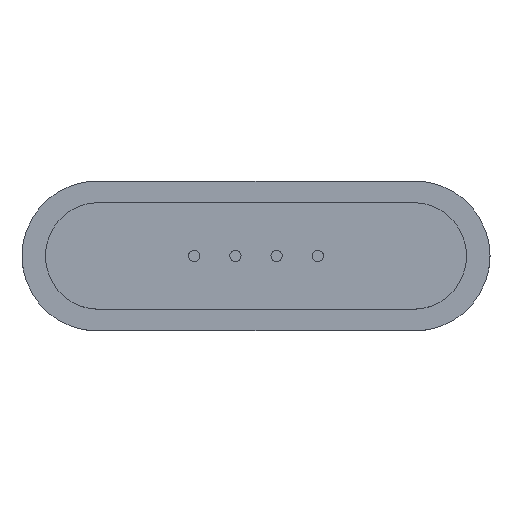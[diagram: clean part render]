
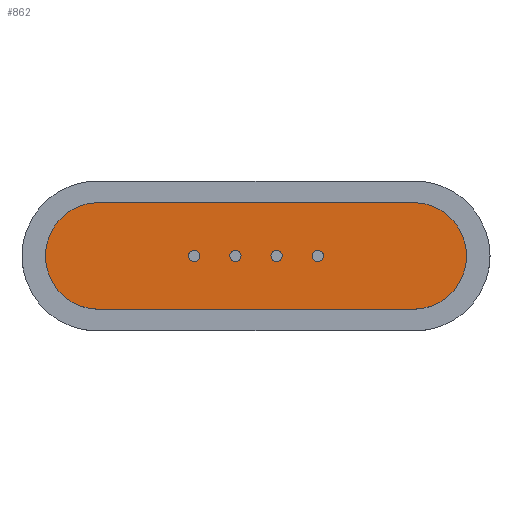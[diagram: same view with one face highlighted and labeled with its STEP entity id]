
A CAD part, top view. The second image highlights one B-rep face of the part: STEP entity #862.
In plain terms, the highlighted planar face has unit normal (0, 0, 1).
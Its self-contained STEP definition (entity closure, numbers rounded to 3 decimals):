
#3 = DIRECTION ( 'NONE',  ( 0., 0., 1. ) ) ;
#9 = PLANE ( 'NONE',  #415 ) ;
#18 = FACE_BOUND ( 'NONE', #743, .T. ) ;
#47 = VERTEX_POINT ( 'NONE', #248 ) ;
#54 = DIRECTION ( 'NONE',  ( 0., 0., 1. ) ) ;
#58 = VERTEX_POINT ( 'NONE', #369 ) ;
#63 = AXIS2_PLACEMENT_3D ( 'NONE', #201, #1570, #937 ) ;
#65 = CARTESIAN_POINT ( 'NONE',  ( -1.1, 0., 3. ) ) ;
#66 = EDGE_LOOP ( 'NONE', ( #1167, #995 ) ) ;
#94 = CIRCLE ( 'NONE', #63, 0.3 ) ;
#107 = CARTESIAN_POINT ( 'NONE',  ( -11.25, 0., 3. ) ) ;
#109 = CIRCLE ( 'NONE', #874, 0.3 ) ;
#125 = CARTESIAN_POINT ( 'NONE',  ( -8.4, 2.85, 3. ) ) ;
#137 = VERTEX_POINT ( 'NONE', #1290 ) ;
#145 = DIRECTION ( 'NONE',  ( 0., 0., 1. ) ) ;
#153 = AXIS2_PLACEMENT_3D ( 'NONE', #256, #145, #857 ) ;
#157 = CIRCLE ( 'NONE', #183, 2.85 ) ;
#160 = ORIENTED_EDGE ( 'NONE', *, *, #1371, .F. ) ;
#183 = AXIS2_PLACEMENT_3D ( 'NONE', #245, #500, #372 ) ;
#191 = EDGE_CURVE ( 'NONE', #47, #1609, #275, .T. ) ;
#201 = CARTESIAN_POINT ( 'NONE',  ( -3.3, 0., 3. ) ) ;
#231 = CIRCLE ( 'NONE', #871, 0.3 ) ;
#234 = EDGE_CURVE ( 'NONE', #58, #1174, #635, .T. ) ;
#238 = CIRCLE ( 'NONE', #1230, 0.3 ) ;
#245 = CARTESIAN_POINT ( 'NONE',  ( 8.4, 0., 3. ) ) ;
#248 = CARTESIAN_POINT ( 'NONE',  ( -8.4, -2.85, 3. ) ) ;
#250 = DIRECTION ( 'NONE',  ( -1., 0., 0. ) ) ;
#256 = CARTESIAN_POINT ( 'NONE',  ( 1.1, 0., 3. ) ) ;
#271 = CARTESIAN_POINT ( 'NONE',  ( 3.3, 0., 3. ) ) ;
#275 = LINE ( 'NONE', #1142, #1122 ) ;
#292 = CARTESIAN_POINT ( 'NONE',  ( -0.8, 0., 3. ) ) ;
#296 = EDGE_LOOP ( 'NONE', ( #1075, #520 ) ) ;
#306 = VERTEX_POINT ( 'NONE', #1600 ) ;
#353 = CARTESIAN_POINT ( 'NONE',  ( 1.4, 0., 3. ) ) ;
#366 = CARTESIAN_POINT ( 'NONE',  ( -8.4, 2.85, 3. ) ) ;
#369 = CARTESIAN_POINT ( 'NONE',  ( -1.4, 0., 3. ) ) ;
#372 = DIRECTION ( 'NONE',  ( 1., 0., 0. ) ) ;
#415 = AXIS2_PLACEMENT_3D ( 'NONE', #512, #1150, #536 ) ;
#458 = EDGE_CURVE ( 'NONE', #1158, #1585, #231, .T. ) ;
#500 = DIRECTION ( 'NONE',  ( 0., 0., 1. ) ) ;
#512 = CARTESIAN_POINT ( 'NONE',  ( -8.4, 0., 3. ) ) ;
#520 = ORIENTED_EDGE ( 'NONE', *, *, #1232, .F. ) ;
#530 = EDGE_LOOP ( 'NONE', ( #1545, #1384, #553, #1541, #1262 ) ) ;
#536 = DIRECTION ( 'NONE',  ( 1., 0., 0. ) ) ;
#553 = ORIENTED_EDGE ( 'NONE', *, *, #191, .T. ) ;
#610 = CIRCLE ( 'NONE', #852, 2.85 ) ;
#617 = DIRECTION ( 'NONE',  ( 0., 0., 1. ) ) ;
#620 = ORIENTED_EDGE ( 'NONE', *, *, #458, .F. ) ;
#621 = DIRECTION ( 'NONE',  ( 1., 0., 0. ) ) ;
#624 = CARTESIAN_POINT ( 'NONE',  ( 1.1, 0., 3. ) ) ;
#628 = VERTEX_POINT ( 'NONE', #107 ) ;
#629 = LINE ( 'NONE', #125, #777 ) ;
#635 = CIRCLE ( 'NONE', #1573, 0.3 ) ;
#639 = VERTEX_POINT ( 'NONE', #1477 ) ;
#658 = FACE_OUTER_BOUND ( 'NONE', #530, .T. ) ;
#710 = VERTEX_POINT ( 'NONE', #366 ) ;
#729 = CARTESIAN_POINT ( 'NONE',  ( 8.4, 2.85, 3. ) ) ;
#743 = EDGE_LOOP ( 'NONE', ( #1446, #160 ) ) ;
#752 = FACE_BOUND ( 'NONE', #296, .T. ) ;
#758 = CARTESIAN_POINT ( 'NONE',  ( -8.4, 0., 3. ) ) ;
#777 = VECTOR ( 'NONE', #250, 1000. ) ;
#803 = CARTESIAN_POINT ( 'NONE',  ( -3.6, 0., 3. ) ) ;
#813 = ORIENTED_EDGE ( 'NONE', *, *, #1213, .F. ) ;
#822 = DIRECTION ( 'NONE',  ( 0., 0., 1. ) ) ;
#828 = AXIS2_PLACEMENT_3D ( 'NONE', #758, #54, #904 ) ;
#845 = EDGE_CURVE ( 'NONE', #137, #972, #1251, .T. ) ;
#852 = AXIS2_PLACEMENT_3D ( 'NONE', #1001, #3, #1131 ) ;
#857 = DIRECTION ( 'NONE',  ( 1., 0., 0. ) ) ;
#860 = CIRCLE ( 'NONE', #1206, 0.3 ) ;
#862 = ADVANCED_FACE ( 'NONE', ( #1527, #752, #18, #1242, #658 ), #9, .T. ) ;
#871 = AXIS2_PLACEMENT_3D ( 'NONE', #914, #822, #906 ) ;
#873 = DIRECTION ( 'NONE',  ( 0., 0., 1. ) ) ;
#874 = AXIS2_PLACEMENT_3D ( 'NONE', #996, #617, #621 ) ;
#877 = EDGE_CURVE ( 'NONE', #710, #628, #1141, .T. ) ;
#904 = DIRECTION ( 'NONE',  ( 1., 0., 0. ) ) ;
#906 = DIRECTION ( 'NONE',  ( 1., 0., 0. ) ) ;
#914 = CARTESIAN_POINT ( 'NONE',  ( -3.3, 0., 3. ) ) ;
#936 = EDGE_LOOP ( 'NONE', ( #813, #620 ) ) ;
#937 = DIRECTION ( 'NONE',  ( 1., 0., 0. ) ) ;
#953 = CARTESIAN_POINT ( 'NONE',  ( -1.1, 0., 3. ) ) ;
#972 = VERTEX_POINT ( 'NONE', #353 ) ;
#991 = VERTEX_POINT ( 'NONE', #729 ) ;
#995 = ORIENTED_EDGE ( 'NONE', *, *, #1396, .F. ) ;
#996 = CARTESIAN_POINT ( 'NONE',  ( 3.3, 0., 3. ) ) ;
#998 = DIRECTION ( 'NONE',  ( 0., 0., 1. ) ) ;
#1001 = CARTESIAN_POINT ( 'NONE',  ( -8.4, 0., 3. ) ) ;
#1013 = CIRCLE ( 'NONE', #153, 0.3 ) ;
#1045 = DIRECTION ( 'NONE',  ( 1., 0., 0. ) ) ;
#1075 = ORIENTED_EDGE ( 'NONE', *, *, #234, .F. ) ;
#1122 = VECTOR ( 'NONE', #1045, 1000. ) ;
#1131 = DIRECTION ( 'NONE',  ( 1., 0., 0. ) ) ;
#1137 = DIRECTION ( 'NONE',  ( 1., 0., 0. ) ) ;
#1141 = CIRCLE ( 'NONE', #828, 2.85 ) ;
#1142 = CARTESIAN_POINT ( 'NONE',  ( -8.4, -2.85, 3. ) ) ;
#1150 = DIRECTION ( 'NONE',  ( 0., 0., 1. ) ) ;
#1158 = VERTEX_POINT ( 'NONE', #1411 ) ;
#1167 = ORIENTED_EDGE ( 'NONE', *, *, #1318, .F. ) ;
#1174 = VERTEX_POINT ( 'NONE', #292 ) ;
#1203 = DIRECTION ( 'NONE',  ( 1., 0., 0. ) ) ;
#1206 = AXIS2_PLACEMENT_3D ( 'NONE', #953, #1208, #1344 ) ;
#1208 = DIRECTION ( 'NONE',  ( 0., 0., 1. ) ) ;
#1213 = EDGE_CURVE ( 'NONE', #1585, #1158, #94, .T. ) ;
#1230 = AXIS2_PLACEMENT_3D ( 'NONE', #271, #873, #1510 ) ;
#1232 = EDGE_CURVE ( 'NONE', #1174, #58, #860, .T. ) ;
#1242 = FACE_BOUND ( 'NONE', #66, .T. ) ;
#1251 = CIRCLE ( 'NONE', #1487, 0.3 ) ;
#1262 = ORIENTED_EDGE ( 'NONE', *, *, #1475, .T. ) ;
#1290 = CARTESIAN_POINT ( 'NONE',  ( 0.8, 0., 3. ) ) ;
#1318 = EDGE_CURVE ( 'NONE', #639, #306, #109, .T. ) ;
#1344 = DIRECTION ( 'NONE',  ( 1., 0., 0. ) ) ;
#1366 = EDGE_CURVE ( 'NONE', #628, #47, #610, .T. ) ;
#1371 = EDGE_CURVE ( 'NONE', #972, #137, #1013, .T. ) ;
#1384 = ORIENTED_EDGE ( 'NONE', *, *, #1366, .T. ) ;
#1386 = EDGE_CURVE ( 'NONE', #1609, #991, #157, .T. ) ;
#1396 = EDGE_CURVE ( 'NONE', #306, #639, #238, .T. ) ;
#1411 = CARTESIAN_POINT ( 'NONE',  ( -3., 0., 3. ) ) ;
#1446 = ORIENTED_EDGE ( 'NONE', *, *, #845, .F. ) ;
#1458 = DIRECTION ( 'NONE',  ( 0., 0., 1. ) ) ;
#1470 = CARTESIAN_POINT ( 'NONE',  ( 8.4, -2.85, 3. ) ) ;
#1475 = EDGE_CURVE ( 'NONE', #991, #710, #629, .T. ) ;
#1477 = CARTESIAN_POINT ( 'NONE',  ( 3., 0., 3. ) ) ;
#1487 = AXIS2_PLACEMENT_3D ( 'NONE', #624, #998, #1137 ) ;
#1510 = DIRECTION ( 'NONE',  ( 1., 0., 0. ) ) ;
#1527 = FACE_BOUND ( 'NONE', #936, .T. ) ;
#1541 = ORIENTED_EDGE ( 'NONE', *, *, #1386, .T. ) ;
#1545 = ORIENTED_EDGE ( 'NONE', *, *, #877, .T. ) ;
#1570 = DIRECTION ( 'NONE',  ( 0., 0., 1. ) ) ;
#1573 = AXIS2_PLACEMENT_3D ( 'NONE', #65, #1458, #1203 ) ;
#1585 = VERTEX_POINT ( 'NONE', #803 ) ;
#1600 = CARTESIAN_POINT ( 'NONE',  ( 3.6, 0., 3. ) ) ;
#1609 = VERTEX_POINT ( 'NONE', #1470 ) ;
